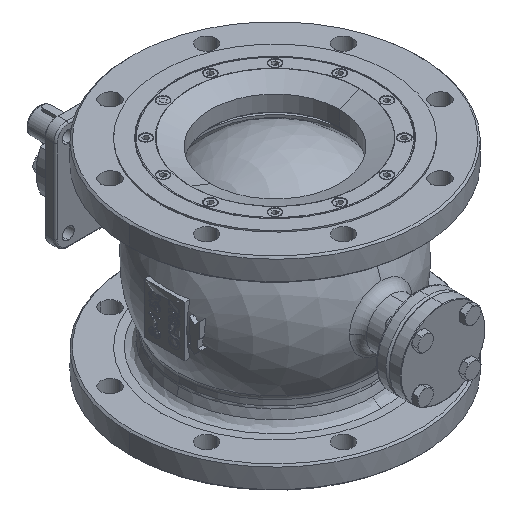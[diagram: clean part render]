
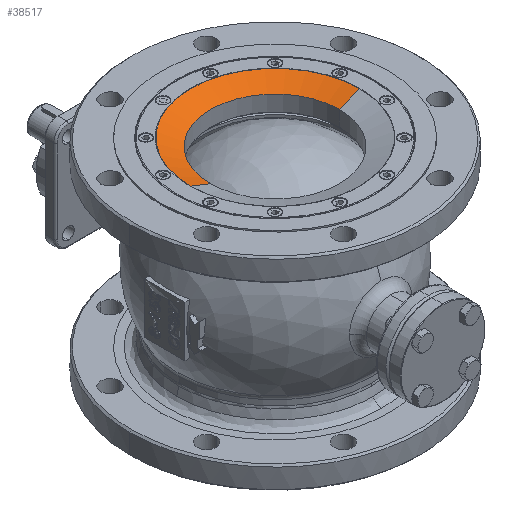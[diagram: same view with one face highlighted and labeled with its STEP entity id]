
A CAD part, isometric view. The second image highlights one B-rep face of the part: STEP entity #38517.
In plain terms, the highlighted conical face has half-angle 68.5 degrees and reference radius 99.823 mm.
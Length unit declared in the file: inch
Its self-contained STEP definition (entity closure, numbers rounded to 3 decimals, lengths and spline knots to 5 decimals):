
#2212 = AXIS2_PLACEMENT_3D ( 'NONE', #30350, #45764, #18903 ) ;
#2252 = AXIS2_PLACEMENT_3D ( 'NONE', #4022, #3162, #11931 ) ;
#2401 = CARTESIAN_POINT ( 'NONE',  ( 3.93005, 0., 4.78073 ) ) ;
#2551 = DIRECTION ( 'NONE',  ( -0.93, 0., -0.367 ) ) ;
#3162 = DIRECTION ( 'NONE',  ( 0., 0., -1. ) ) ;
#3203 = CIRCLE ( 'NONE', #2252, 3.93005 ) ;
#3501 = FACE_OUTER_BOUND ( 'NONE', #14264, .T. ) ;
#4022 = CARTESIAN_POINT ( 'NONE',  ( 0., 0., 4.78073 ) ) ;
#7217 = CARTESIAN_POINT ( 'NONE',  ( 3.93005, 0., 4.78073 ) ) ;
#7841 = ORIENTED_EDGE ( 'NONE', *, *, #39251, .T. ) ;
#9297 = LINE ( 'NONE', #49833, #41785 ) ;
#9450 = VERTEX_POINT ( 'NONE', #2401 ) ;
#10564 = CONICAL_SURFACE ( 'NONE', #2212, 3.93005, 1.196 ) ;
#11931 = DIRECTION ( 'NONE',  ( 1., 0., 0. ) ) ;
#14264 = EDGE_LOOP ( 'NONE', ( #7841, #34569, #24345, #41575 ) ) ;
#14518 = VERTEX_POINT ( 'NONE', #21872 ) ;
#15178 = EDGE_CURVE ( 'NONE', #14518, #57280, #9297, .T. ) ;
#16929 = CARTESIAN_POINT ( 'NONE',  ( 0., 0., 4.41127 ) ) ;
#18903 = DIRECTION ( 'NONE',  ( 1., 0., 0. ) ) ;
#19619 = CIRCLE ( 'NONE', #56017, 2.99213 ) ;
#20028 = LINE ( 'NONE', #7217, #46601 ) ;
#21872 = CARTESIAN_POINT ( 'NONE',  ( -2.99213, 0., 4.41127 ) ) ;
#23260 = DIRECTION ( 'NONE',  ( -0.93, 0., 0.367 ) ) ;
#23717 = EDGE_CURVE ( 'NONE', #14518, #56019, #19619, .T. ) ;
#24345 = ORIENTED_EDGE ( 'NONE', *, *, #23717, .F. ) ;
#25944 = DIRECTION ( 'NONE',  ( 0., 0., -1. ) ) ;
#30350 = CARTESIAN_POINT ( 'NONE',  ( 0., 0., 4.78073 ) ) ;
#34569 = ORIENTED_EDGE ( 'NONE', *, *, #49448, .T. ) ;
#38517 = ADVANCED_FACE ( 'NONE', ( #3501 ), #10564, .T. ) ;
#39251 = EDGE_CURVE ( 'NONE', #57280, #9450, #3203, .T. ) ;
#40277 = CARTESIAN_POINT ( 'NONE',  ( 2.99213, 0., 4.41127 ) ) ;
#41575 = ORIENTED_EDGE ( 'NONE', *, *, #15178, .T. ) ;
#41785 = VECTOR ( 'NONE', #23260, 39.37008 ) ;
#45141 = CARTESIAN_POINT ( 'NONE',  ( -3.93005, 0., 4.78073 ) ) ;
#45764 = DIRECTION ( 'NONE',  ( 0., 0., 1. ) ) ;
#46601 = VECTOR ( 'NONE', #2551, 39.37008 ) ;
#49448 = EDGE_CURVE ( 'NONE', #9450, #56019, #20028, .T. ) ;
#49833 = CARTESIAN_POINT ( 'NONE',  ( -3.93005, 0., 4.78073 ) ) ;
#51676 = DIRECTION ( 'NONE',  ( 1., 0., 0. ) ) ;
#56017 = AXIS2_PLACEMENT_3D ( 'NONE', #16929, #25944, #51676 ) ;
#56019 = VERTEX_POINT ( 'NONE', #40277 ) ;
#57280 = VERTEX_POINT ( 'NONE', #45141 ) ;
